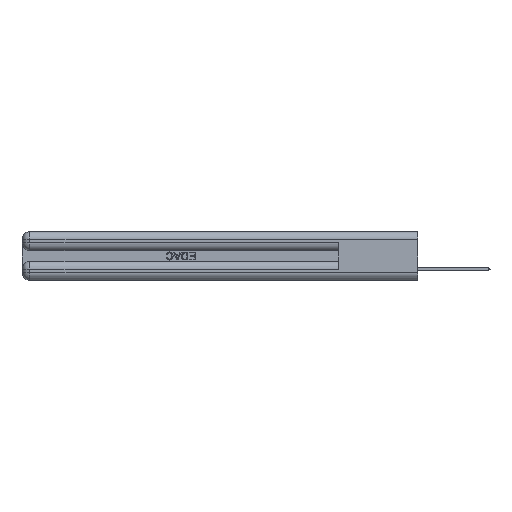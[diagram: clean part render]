
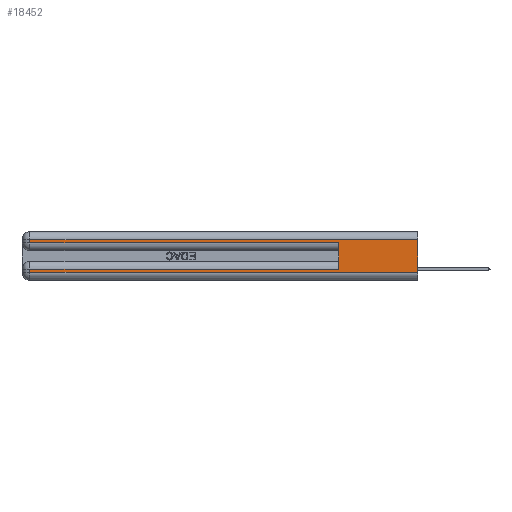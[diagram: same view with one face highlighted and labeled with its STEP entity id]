
A CAD part, left-side view. The second image highlights one B-rep face of the part: STEP entity #18452.
In plain terms, the highlighted planar face has unit normal (-1, 0, 0).
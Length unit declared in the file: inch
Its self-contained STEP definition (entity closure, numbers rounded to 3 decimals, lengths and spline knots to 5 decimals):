
#124 = VERTEX_POINT ( 'NONE', #4446 ) ;
#805 = LINE ( 'NONE', #31258, #25217 ) ;
#1158 = DIRECTION ( 'NONE',  ( 1., 0., 0. ) ) ;
#2306 = VECTOR ( 'NONE', #41339, 39.37008 ) ;
#2311 = LINE ( 'NONE', #22842, #25683 ) ;
#2587 = CARTESIAN_POINT ( 'NONE',  ( 0., 0., 0.285 ) ) ;
#3100 = LINE ( 'NONE', #8300, #34716 ) ;
#3229 = EDGE_CURVE ( 'NONE', #14616, #4708, #2311, .T. ) ;
#3833 = ORIENTED_EDGE ( 'NONE', *, *, #7884, .T. ) ;
#4138 = CARTESIAN_POINT ( 'NONE',  ( 0., 2.94, 0.085 ) ) ;
#4219 = VERTEX_POINT ( 'NONE', #14494 ) ;
#4446 = CARTESIAN_POINT ( 'NONE',  ( 0., 2.94, 0.285 ) ) ;
#4708 = VERTEX_POINT ( 'NONE', #25941 ) ;
#4852 = DIRECTION ( 'NONE',  ( 0., 0., -1. ) ) ;
#5100 = ORIENTED_EDGE ( 'NONE', *, *, #3229, .T. ) ;
#5273 = ORIENTED_EDGE ( 'NONE', *, *, #25534, .T. ) ;
#6482 = EDGE_CURVE ( 'NONE', #32272, #12663, #41766, .T. ) ;
#7426 = DIRECTION ( 'NONE',  ( 0., 0., -1. ) ) ;
#7884 = EDGE_CURVE ( 'NONE', #12663, #41826, #39492, .T. ) ;
#8300 = CARTESIAN_POINT ( 'NONE',  ( 0., 0., 0.37 ) ) ;
#8903 = LINE ( 'NONE', #2587, #16148 ) ;
#10593 = CARTESIAN_POINT ( 'NONE',  ( 0., 0., 0.31 ) ) ;
#11296 = CARTESIAN_POINT ( 'NONE',  ( 0., 0., 0.085 ) ) ;
#11437 = EDGE_CURVE ( 'NONE', #14616, #26111, #3100, .T. ) ;
#11787 = VECTOR ( 'NONE', #35112, 39.37008 ) ;
#12507 = CARTESIAN_POINT ( 'NONE',  ( 0., 2.94, 0.06 ) ) ;
#12663 = VERTEX_POINT ( 'NONE', #4138 ) ;
#13421 = CARTESIAN_POINT ( 'NONE',  ( 0., 0.6, 0.145 ) ) ;
#13805 = ORIENTED_EDGE ( 'NONE', *, *, #31363, .T. ) ;
#14494 = CARTESIAN_POINT ( 'NONE',  ( 0., 0.6, 0.285 ) ) ;
#14616 = VERTEX_POINT ( 'NONE', #10593 ) ;
#16148 = VECTOR ( 'NONE', #32450, 39.37008 ) ;
#16385 = FACE_OUTER_BOUND ( 'NONE', #21961, .T. ) ;
#16469 = CARTESIAN_POINT ( 'NONE',  ( 0., 2.94, 0.37 ) ) ;
#16828 = ORIENTED_EDGE ( 'NONE', *, *, #27917, .T. ) ;
#18452 = ADVANCED_FACE ( 'NONE', ( #16385 ), #40786, .F. ) ;
#19234 = DIRECTION ( 'NONE',  ( 0., -1., 0. ) ) ;
#19608 = LINE ( 'NONE', #28629, #11787 ) ;
#20776 = CARTESIAN_POINT ( 'NONE',  ( 0., 0., 0.37 ) ) ;
#21301 = EDGE_CURVE ( 'NONE', #32272, #4219, #40096, .T. ) ;
#21961 = EDGE_LOOP ( 'NONE', ( #35297, #5100, #16828, #5273, #27661, #36881, #3833, #13805 ) ) ;
#22480 = VECTOR ( 'NONE', #36921, 39.37008 ) ;
#22842 = CARTESIAN_POINT ( 'NONE',  ( 0., 0., 0.31 ) ) ;
#22973 = DIRECTION ( 'NONE',  ( 0., 1., 0. ) ) ;
#25076 = AXIS2_PLACEMENT_3D ( 'NONE', #20776, #1158, #7426 ) ;
#25217 = VECTOR ( 'NONE', #19234, 39.37008 ) ;
#25534 = EDGE_CURVE ( 'NONE', #124, #4219, #8903, .T. ) ;
#25683 = VECTOR ( 'NONE', #22973, 39.37008 ) ;
#25941 = CARTESIAN_POINT ( 'NONE',  ( 0., 2.94, 0.31 ) ) ;
#26111 = VERTEX_POINT ( 'NONE', #28947 ) ;
#27661 = ORIENTED_EDGE ( 'NONE', *, *, #21301, .F. ) ;
#27917 = EDGE_CURVE ( 'NONE', #4708, #124, #19608, .T. ) ;
#28629 = CARTESIAN_POINT ( 'NONE',  ( 0., 2.94, 0.37 ) ) ;
#28947 = CARTESIAN_POINT ( 'NONE',  ( 0., 0., 0.06 ) ) ;
#29540 = DIRECTION ( 'NONE',  ( 0., 0., -1. ) ) ;
#29636 = VECTOR ( 'NONE', #29540, 39.37008 ) ;
#31258 = CARTESIAN_POINT ( 'NONE',  ( 0., 0., 0.06 ) ) ;
#31363 = EDGE_CURVE ( 'NONE', #41826, #26111, #805, .T. ) ;
#32272 = VERTEX_POINT ( 'NONE', #34193 ) ;
#32450 = DIRECTION ( 'NONE',  ( 0., -1., 0. ) ) ;
#34193 = CARTESIAN_POINT ( 'NONE',  ( 0., 0.6, 0.085 ) ) ;
#34716 = VECTOR ( 'NONE', #4852, 39.37008 ) ;
#35112 = DIRECTION ( 'NONE',  ( 0., 0., -1. ) ) ;
#35297 = ORIENTED_EDGE ( 'NONE', *, *, #11437, .F. ) ;
#36881 = ORIENTED_EDGE ( 'NONE', *, *, #6482, .T. ) ;
#36921 = DIRECTION ( 'NONE',  ( 0., 0., 1. ) ) ;
#39492 = LINE ( 'NONE', #16469, #29636 ) ;
#40096 = LINE ( 'NONE', #13421, #22480 ) ;
#40786 = PLANE ( 'NONE',  #25076 ) ;
#41339 = DIRECTION ( 'NONE',  ( 0., 1., 0. ) ) ;
#41766 = LINE ( 'NONE', #11296, #2306 ) ;
#41826 = VERTEX_POINT ( 'NONE', #12507 ) ;
